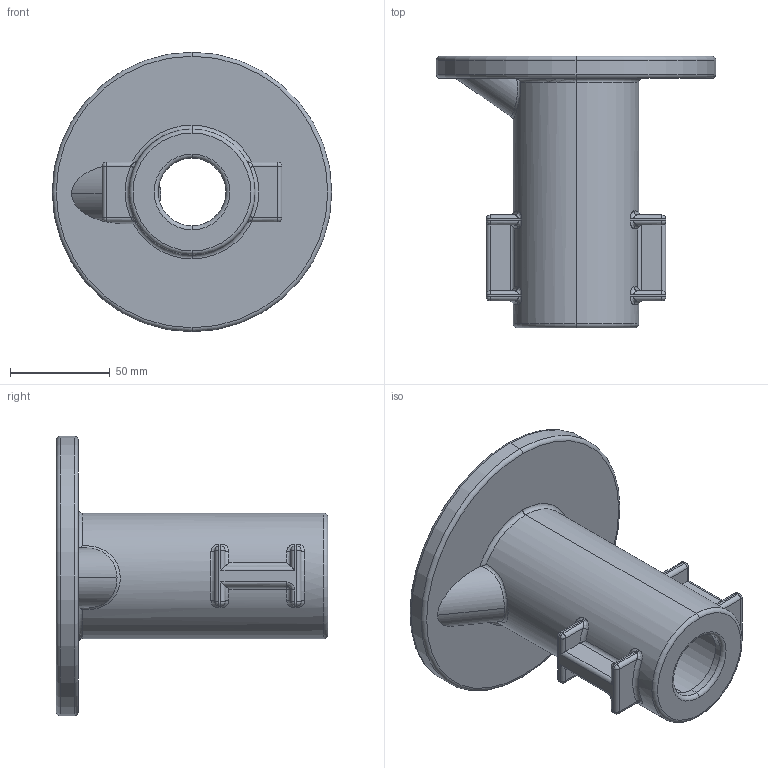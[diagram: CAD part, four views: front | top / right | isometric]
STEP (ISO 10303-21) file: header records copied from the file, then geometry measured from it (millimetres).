
FILE_DESCRIPTION (( 'STEP AP203' ), '1' );
FILE_NAME ('134-C42.step', '2015-09-17T16:18:38', ( '' ), ( '' ), 'SwSTEP 2.0', 'SolidWorks 2015', '' );
FILE_SCHEMA (( 'CONFIG_CONTROL_DESIGN' ));
Length unit declared in the file: millimetre
Products named in the file (3): 134-C42 Teil1; 134-C42 Teil2; 134-C42
Assembly tree (2 placements, depth 2):
  134-C42
    134-C42 Teil1
    134-C42 Teil2
Bounding box: 140 x 136 x 140 mm (x, y, z)
Volume: 376263.4 mm3; surface area: 83785.7 mm2
Topology: 2 solids, 2 shells, 184 faces, 423 edges, 230 vertices
Faces by surface type: cylinder 79, plane 39, torus 32, bspline 17, sphere 17
Entity records: 6950 total; most frequent: CARTESIAN_POINT 2740, DIRECTION 843, ORIENTED_EDGE 812, EDGE_CURVE 406, AXIS2_PLACEMENT_3D 343, VERTEX_POINT 230, EDGE_LOOP 194, ADVANCED_FACE 184
